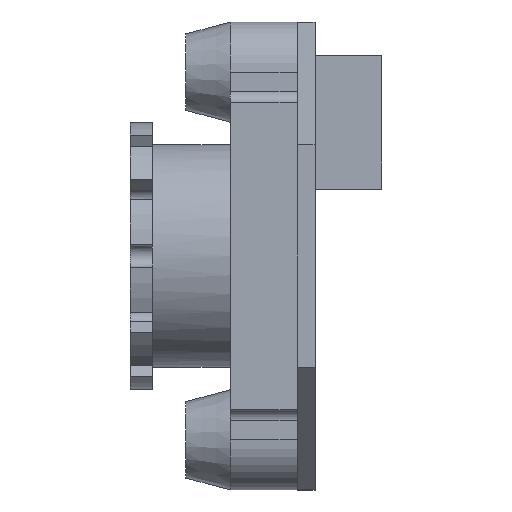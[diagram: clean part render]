
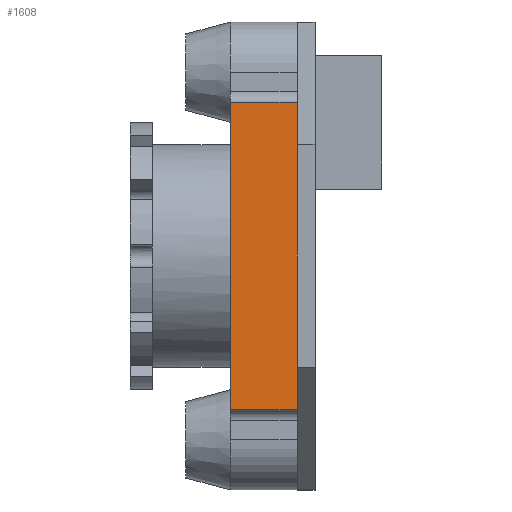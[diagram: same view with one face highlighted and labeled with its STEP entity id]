
A CAD part, left-side view. The second image highlights one B-rep face of the part: STEP entity #1608.
In plain terms, the highlighted planar face has unit normal (-1, 0, 0).
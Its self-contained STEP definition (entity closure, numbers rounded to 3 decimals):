
#107 = VECTOR ( 'NONE', #4048, 1000. ) ;
#384 = LINE ( 'NONE', #3944, #2256 ) ;
#466 = EDGE_LOOP ( 'NONE', ( #1211, #5913, #2476, #4737 ) ) ;
#524 = CARTESIAN_POINT ( 'NONE',  ( -25., 3.4, -6.9 ) ) ;
#773 = FACE_OUTER_BOUND ( 'NONE', #466, .T. ) ;
#1006 = DIRECTION ( 'NONE',  ( 0., 0., 1. ) ) ;
#1211 = ORIENTED_EDGE ( 'NONE', *, *, #5399, .T. ) ;
#1244 = AXIS2_PLACEMENT_3D ( 'NONE', #2178, #7581, #7541 ) ;
#1319 = CARTESIAN_POINT ( 'NONE',  ( -25., 0.4, 6.9 ) ) ;
#1571 = LINE ( 'NONE', #3397, #5359 ) ;
#1608 = ADVANCED_FACE ( 'NONE', ( #773 ), #5127, .F. ) ;
#1820 = CARTESIAN_POINT ( 'NONE',  ( -25., 0.4, 6.9 ) ) ;
#2110 = DIRECTION ( 'NONE',  ( 0., -1., 0. ) ) ;
#2178 = CARTESIAN_POINT ( 'NONE',  ( -25., 3.4, 6.9 ) ) ;
#2256 = VECTOR ( 'NONE', #1006, 1000. ) ;
#2476 = ORIENTED_EDGE ( 'NONE', *, *, #3652, .F. ) ;
#2558 = VECTOR ( 'NONE', #2110, 1000. ) ;
#2586 = VERTEX_POINT ( 'NONE', #5661 ) ;
#2709 = VERTEX_POINT ( 'NONE', #1319 ) ;
#3006 = VERTEX_POINT ( 'NONE', #3403 ) ;
#3397 = CARTESIAN_POINT ( 'NONE',  ( -25., 3.4, 6.9 ) ) ;
#3403 = CARTESIAN_POINT ( 'NONE',  ( -25., 3.4, -6.9 ) ) ;
#3472 = DIRECTION ( 'NONE',  ( 0., -1., 0. ) ) ;
#3561 = LINE ( 'NONE', #1820, #107 ) ;
#3628 = EDGE_CURVE ( 'NONE', #5313, #2709, #1571, .T. ) ;
#3652 = EDGE_CURVE ( 'NONE', #3006, #5313, #384, .T. ) ;
#3944 = CARTESIAN_POINT ( 'NONE',  ( -25., 3.4, 6.9 ) ) ;
#4048 = DIRECTION ( 'NONE',  ( 0., 0., 1. ) ) ;
#4414 = CARTESIAN_POINT ( 'NONE',  ( -25., 3.4, 6.9 ) ) ;
#4737 = ORIENTED_EDGE ( 'NONE', *, *, #6835, .T. ) ;
#5127 = PLANE ( 'NONE',  #1244 ) ;
#5313 = VERTEX_POINT ( 'NONE', #4414 ) ;
#5359 = VECTOR ( 'NONE', #3472, 1000. ) ;
#5399 = EDGE_CURVE ( 'NONE', #2586, #2709, #3561, .T. ) ;
#5661 = CARTESIAN_POINT ( 'NONE',  ( -25., 0.4, -6.9 ) ) ;
#5913 = ORIENTED_EDGE ( 'NONE', *, *, #3628, .F. ) ;
#6835 = EDGE_CURVE ( 'NONE', #3006, #2586, #7699, .T. ) ;
#7541 = DIRECTION ( 'NONE',  ( 0., 0., -1. ) ) ;
#7581 = DIRECTION ( 'NONE',  ( 1., 0., 0. ) ) ;
#7699 = LINE ( 'NONE', #524, #2558 ) ;
